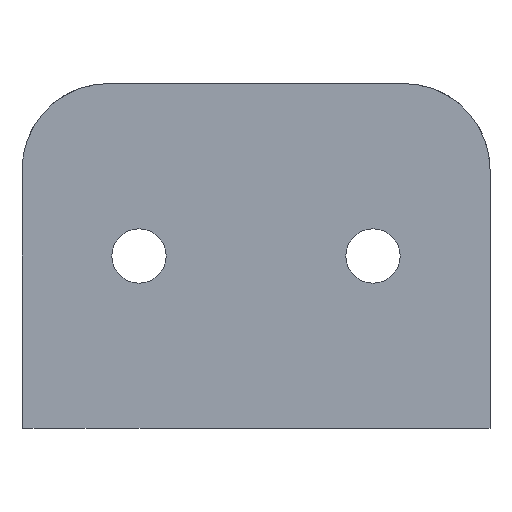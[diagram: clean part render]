
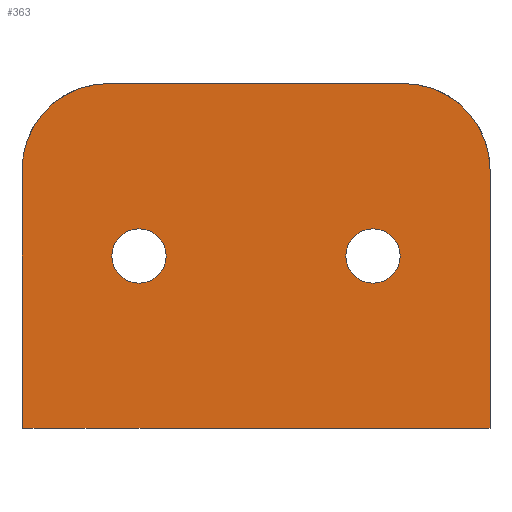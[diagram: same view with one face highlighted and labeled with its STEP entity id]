
A CAD part, front view. The second image highlights one B-rep face of the part: STEP entity #363.
In plain terms, the highlighted planar face has unit normal (0, -1, 0).
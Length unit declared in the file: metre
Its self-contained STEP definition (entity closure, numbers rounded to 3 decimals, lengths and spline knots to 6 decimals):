
#24=CIRCLE('',#404,0.005);
#25=CIRCLE('',#405,0.005);
#26=CIRCLE('',#406,0.001575);
#27=CIRCLE('',#407,0.001575);
#50=LINE('',#586,#70);
#51=LINE('',#591,#71);
#52=LINE('',#593,#72);
#53=LINE('',#595,#73);
#70=VECTOR('',#466,1.);
#71=VECTOR('',#469,1.);
#72=VECTOR('',#470,1.);
#73=VECTOR('',#471,1.);
#95=ORIENTED_EDGE('',*,*,#187,.F.);
#96=ORIENTED_EDGE('',*,*,#188,.T.);
#97=ORIENTED_EDGE('',*,*,#189,.T.);
#98=ORIENTED_EDGE('',*,*,#190,.T.);
#99=ORIENTED_EDGE('',*,*,#191,.F.);
#100=ORIENTED_EDGE('',*,*,#192,.T.);
#101=ORIENTED_EDGE('',*,*,#193,.T.);
#102=ORIENTED_EDGE('',*,*,#194,.F.);
#187=EDGE_CURVE('',#233,#234,#50,.T.);
#188=EDGE_CURVE('',#233,#235,#24,.F.);
#189=EDGE_CURVE('',#235,#236,#51,.T.);
#190=EDGE_CURVE('',#236,#237,#52,.T.);
#191=EDGE_CURVE('',#238,#237,#53,.T.);
#192=EDGE_CURVE('',#238,#234,#25,.F.);
#193=EDGE_CURVE('',#239,#239,#26,.T.);
#194=EDGE_CURVE('',#240,#240,#27,.F.);
#233=VERTEX_POINT('',#587);
#234=VERTEX_POINT('',#588);
#235=VERTEX_POINT('',#590);
#236=VERTEX_POINT('',#592);
#237=VERTEX_POINT('',#594);
#238=VERTEX_POINT('',#596);
#239=VERTEX_POINT('',#599);
#240=VERTEX_POINT('',#601);
#267=EDGE_LOOP('',(#95,#96,#97,#98,#99,#100));
#268=EDGE_LOOP('',(#101));
#269=EDGE_LOOP('',(#102));
#311=FACE_BOUND('',#267,.T.);
#312=FACE_BOUND('',#268,.T.);
#313=FACE_BOUND('',#269,.T.);
#353=PLANE('',#403);
#363=ADVANCED_FACE('',(#311,#312,#313),#353,.F.);
#403=AXIS2_PLACEMENT_3D('',#585,#464,#465);
#404=AXIS2_PLACEMENT_3D('',#589,#467,#468);
#405=AXIS2_PLACEMENT_3D('',#597,#472,#473);
#406=AXIS2_PLACEMENT_3D('',#598,#474,#475);
#407=AXIS2_PLACEMENT_3D('',#600,#476,#477);
#464=DIRECTION('',(0.,1.,0.));
#465=DIRECTION('',(0.,0.,1.));
#466=DIRECTION('',(1.,0.,0.));
#467=DIRECTION('',(0.,1.,0.));
#468=DIRECTION('',(0.,0.,1.));
#469=DIRECTION('',(0.,0.,-1.));
#470=DIRECTION('',(1.,0.,0.));
#471=DIRECTION('',(0.,0.,-1.));
#472=DIRECTION('',(0.,1.,0.));
#473=DIRECTION('',(0.,0.,1.));
#474=DIRECTION('',(0.,1.,0.));
#475=DIRECTION('',(0.,0.,1.));
#476=DIRECTION('',(0.,1.,0.));
#477=DIRECTION('',(0.,0.,1.));
#585=CARTESIAN_POINT('',(0.,0.,0.004));
#586=CARTESIAN_POINT('',(0.,0.,0.02));
#587=CARTESIAN_POINT('',(-0.008575,0.,0.02));
#588=CARTESIAN_POINT('',(0.008575,0.,0.02));
#589=CARTESIAN_POINT('',(-0.008575,0.,0.015));
#590=CARTESIAN_POINT('',(-0.013575,0.,0.015));
#591=CARTESIAN_POINT('',(-0.013575,0.,0.004));
#592=CARTESIAN_POINT('',(-0.013575,0.,0.));
#593=CARTESIAN_POINT('',(0.,0.,0.));
#594=CARTESIAN_POINT('',(0.013575,0.,0.));
#595=CARTESIAN_POINT('',(0.013575,0.,0.004));
#596=CARTESIAN_POINT('',(0.013575,0.,0.015));
#597=CARTESIAN_POINT('',(0.008575,0.,0.015));
#598=CARTESIAN_POINT('',(-0.006788,0.,0.01));
#599=CARTESIAN_POINT('',(-0.006788,0.,0.011575));
#600=CARTESIAN_POINT('',(0.006788,0.,0.01));
#601=CARTESIAN_POINT('',(0.006788,0.,0.011575));
